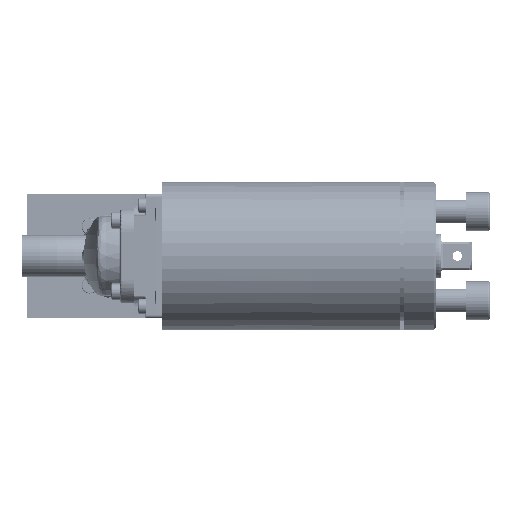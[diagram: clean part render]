
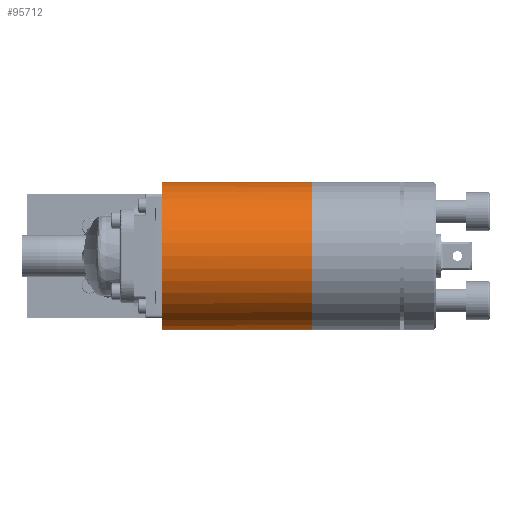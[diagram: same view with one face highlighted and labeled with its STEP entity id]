
A CAD part, left-side view. The second image highlights one B-rep face of the part: STEP entity #95712.
In plain terms, the highlighted cylindrical face has radius 25 mm (diameter 50 mm), a partial arc.
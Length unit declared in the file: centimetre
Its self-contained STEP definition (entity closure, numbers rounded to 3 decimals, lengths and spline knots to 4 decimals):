
#2092=CYLINDRICAL_SURFACE('',#101984,2.5);
#3260=LINE('',#143084,#10483);
#3286=LINE('',#143189,#10509);
#10483=VECTOR('',#110269,5.05);
#10509=VECTOR('',#110321,5.05);
#24659=FACE_OUTER_BOUND('',#30013,.T.);
#30013=EDGE_LOOP('',(#69966,#69967,#69968,#69969,#69970,#69971));
#34975=B_SPLINE_CURVE_WITH_KNOTS('',3,(#143086,#143087,#143088,#143089,
#143090,#143091),.UNSPECIFIED.,.F.,.F.,(4,1,1,4),(0.,0.3333,0.6667,
0.9995),.UNSPECIFIED.);
#34978=B_SPLINE_CURVE_WITH_KNOTS('',3,(#143182,#143183,#143184,#143185,
#143186,#143187),.UNSPECIFIED.,.F.,.F.,(4,1,1,4),(0.0012,0.3333,
0.6667,1.),.UNSPECIFIED.);
#38009=CIRCLE('',#101983,2.5);
#38010=CIRCLE('',#101985,2.5);
#41784=VERTEX_POINT('',#143081);
#41785=VERTEX_POINT('',#143083);
#41786=VERTEX_POINT('',#143085);
#41817=VERTEX_POINT('',#143179);
#41818=VERTEX_POINT('',#143181);
#41819=VERTEX_POINT('',#143188);
#51446=EDGE_CURVE('',#41784,#41785,#3260,.T.);
#51447=EDGE_CURVE('',#41785,#41786,#34975,.T.);
#51484=EDGE_CURVE('',#41817,#41818,#34978,.T.);
#51485=EDGE_CURVE('',#41819,#41818,#3286,.T.);
#53395=EDGE_CURVE('',#41784,#41819,#38009,.T.);
#53400=EDGE_CURVE('',#41786,#41817,#38010,.T.);
#69966=ORIENTED_EDGE('',*,*,#53395,.T.);
#69967=ORIENTED_EDGE('',*,*,#51485,.T.);
#69968=ORIENTED_EDGE('',*,*,#51484,.F.);
#69969=ORIENTED_EDGE('',*,*,#53400,.F.);
#69970=ORIENTED_EDGE('',*,*,#51447,.F.);
#69971=ORIENTED_EDGE('',*,*,#51446,.F.);
#95712=ADVANCED_FACE('',(#24659),#2092,.T.);
#101983=AXIS2_PLACEMENT_3D('',#151447,#114432,#114433);
#101984=AXIS2_PLACEMENT_3D('',#151456,#114438,#114439);
#101985=AXIS2_PLACEMENT_3D('',#151457,#114440,#114441);
#110269=DIRECTION('',(0.,-1.,0.));
#110321=DIRECTION('',(0.,-1.,0.));
#114432=DIRECTION('center_axis',(0.,-1.,0.));
#114433=DIRECTION('ref_axis',(0.,0.,
1.));
#114438=DIRECTION('center_axis',(0.,1.,0.));
#114439=DIRECTION('ref_axis',(0.,0.,
1.));
#114440=DIRECTION('center_axis',(0.,-1.,0.));
#114441=DIRECTION('ref_axis',(-0.02,0.,
1.));
#143081=CARTESIAN_POINT('',(-8.65,2.55,2.5));
#143083=CARTESIAN_POINT('',(-8.65,-2.5,2.5));
#143084=CARTESIAN_POINT('',(-8.65,2.55,2.5));
#143085=CARTESIAN_POINT('',(-8.6999,-2.5,2.4998));
#143086=CARTESIAN_POINT('Ctrl Pts',(-8.65,-2.5,2.5));
#143087=CARTESIAN_POINT('Ctrl Pts',(-8.6556,-2.5,2.5));
#143088=CARTESIAN_POINT('Ctrl Pts',(-8.6667,-2.5,2.5));
#143089=CARTESIAN_POINT('Ctrl Pts',(-8.6833,-2.5,2.5001));
#143090=CARTESIAN_POINT('Ctrl Pts',(-8.6944,-2.5,2.4998));
#143091=CARTESIAN_POINT('Ctrl Pts',(-8.6999,-2.5,2.4998));
#143179=CARTESIAN_POINT('',(-8.6998,-2.5,-2.4998));
#143181=CARTESIAN_POINT('',(-8.65,-2.5,-2.5));
#143182=CARTESIAN_POINT('Ctrl Pts',(-8.6998,-2.5,-2.4998));
#143183=CARTESIAN_POINT('Ctrl Pts',(-8.6942,-2.5,-2.4998));
#143184=CARTESIAN_POINT('Ctrl Pts',(-8.6833,-2.5,-2.5001));
#143185=CARTESIAN_POINT('Ctrl Pts',(-8.6667,-2.5,-2.5));
#143186=CARTESIAN_POINT('Ctrl Pts',(-8.6556,-2.5,-2.5));
#143187=CARTESIAN_POINT('Ctrl Pts',(-8.65,-2.5,-2.5));
#143188=CARTESIAN_POINT('',(-8.65,2.55,-2.5));
#143189=CARTESIAN_POINT('',(-8.65,2.55,-2.5));
#151447=CARTESIAN_POINT('Origin',(-8.65,2.55,0.));
#151456=CARTESIAN_POINT('Origin',(-8.65,2.55,0.));
#151457=CARTESIAN_POINT('Origin',(-8.65,-2.5,0.));
